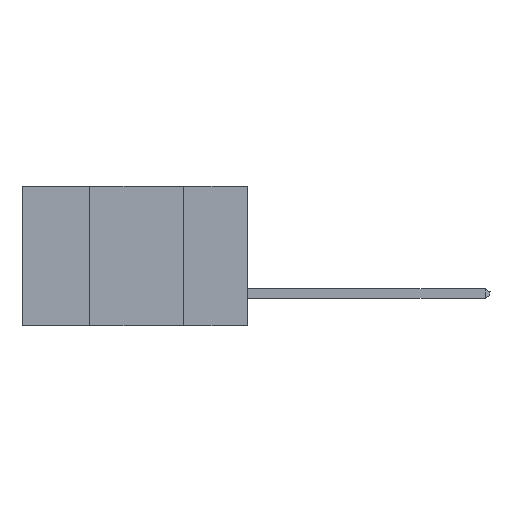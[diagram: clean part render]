
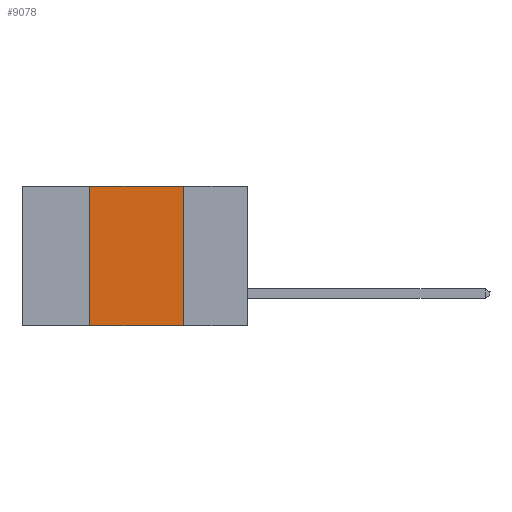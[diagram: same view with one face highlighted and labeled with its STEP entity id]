
A CAD part, left-side view. The second image highlights one B-rep face of the part: STEP entity #9078.
In plain terms, the highlighted planar face has unit normal (-1, 0, 0).
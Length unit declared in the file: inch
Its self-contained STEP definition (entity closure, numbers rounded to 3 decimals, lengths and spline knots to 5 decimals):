
#35 = DIRECTION ( 'NONE',  ( 0., -1., 0. ) ) ;
#541 = EDGE_CURVE ( 'NONE', #4557, #16884, #11047, .T. ) ;
#542 = AXIS2_PLACEMENT_3D ( 'NONE', #6770, #20173, #6540 ) ;
#789 = EDGE_CURVE ( 'NONE', #4557, #18863, #16843, .T. ) ;
#1149 = VECTOR ( 'NONE', #4244, 39.37008 ) ;
#1241 = CARTESIAN_POINT ( 'NONE',  ( 0., 0.42, -0.37 ) ) ;
#1675 = CARTESIAN_POINT ( 'NONE',  ( 0., 0.42, -0.37 ) ) ;
#2470 = VECTOR ( 'NONE', #35, 39.37008 ) ;
#4147 = ORIENTED_EDGE ( 'NONE', *, *, #21649, .F. ) ;
#4244 = DIRECTION ( 'NONE',  ( 0., 0., -1. ) ) ;
#4557 = VERTEX_POINT ( 'NONE', #1675 ) ;
#4593 = PLANE ( 'NONE',  #542 ) ;
#6170 = VERTEX_POINT ( 'NONE', #10539 ) ;
#6275 = CARTESIAN_POINT ( 'NONE',  ( 0., 0.6, -0.37 ) ) ;
#6540 = DIRECTION ( 'NONE',  ( 0., 0., -1. ) ) ;
#6770 = CARTESIAN_POINT ( 'NONE',  ( 0., 0.6, 0. ) ) ;
#7882 = CARTESIAN_POINT ( 'NONE',  ( 0., 0.17, -0.37 ) ) ;
#7974 = VECTOR ( 'NONE', #8206, 39.37008 ) ;
#8206 = DIRECTION ( 'NONE',  ( 0., 0., 1. ) ) ;
#9078 = ADVANCED_FACE ( 'NONE', ( #15162 ), #4593, .F. ) ;
#9343 = ORIENTED_EDGE ( 'NONE', *, *, #541, .T. ) ;
#10539 = CARTESIAN_POINT ( 'NONE',  ( 0., 0.17, 0. ) ) ;
#10818 = VECTOR ( 'NONE', #16157, 39.37008 ) ;
#11047 = LINE ( 'NONE', #6275, #10818 ) ;
#11895 = EDGE_CURVE ( 'NONE', #6170, #16884, #19826, .T. ) ;
#12308 = CARTESIAN_POINT ( 'NONE',  ( 0., 0.6, 0. ) ) ;
#13896 = CARTESIAN_POINT ( 'NONE',  ( 0., 0.17, -0.37 ) ) ;
#15162 = FACE_OUTER_BOUND ( 'NONE', #20189, .T. ) ;
#15608 = LINE ( 'NONE', #12308, #2470 ) ;
#16051 = ORIENTED_EDGE ( 'NONE', *, *, #11895, .F. ) ;
#16157 = DIRECTION ( 'NONE',  ( 0., -1., 0. ) ) ;
#16843 = LINE ( 'NONE', #1241, #7974 ) ;
#16884 = VERTEX_POINT ( 'NONE', #13896 ) ;
#18863 = VERTEX_POINT ( 'NONE', #20897 ) ;
#19826 = LINE ( 'NONE', #7882, #1149 ) ;
#20173 = DIRECTION ( 'NONE',  ( 1., 0., 0. ) ) ;
#20189 = EDGE_LOOP ( 'NONE', ( #16051, #4147, #21373, #9343 ) ) ;
#20897 = CARTESIAN_POINT ( 'NONE',  ( 0., 0.42, 0. ) ) ;
#21373 = ORIENTED_EDGE ( 'NONE', *, *, #789, .F. ) ;
#21649 = EDGE_CURVE ( 'NONE', #18863, #6170, #15608, .T. ) ;
